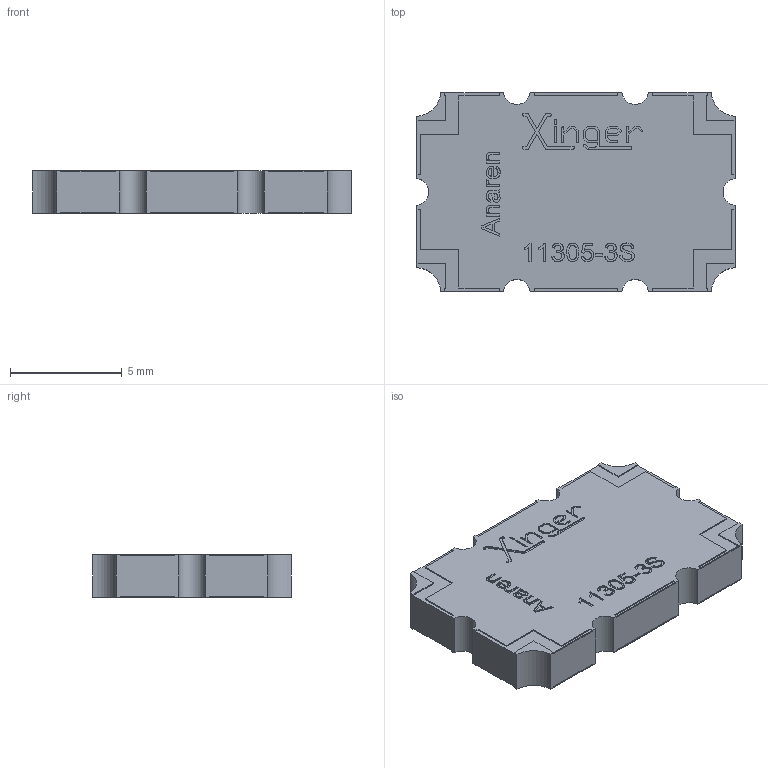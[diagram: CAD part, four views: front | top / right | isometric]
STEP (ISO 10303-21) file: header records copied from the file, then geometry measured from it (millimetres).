
FILE_DESCRIPTION (( 'STEP AP203' ), '1' );
FILE_NAME ('11305-3S.STEP', '2025-07-07T15:48:48', ( '' ), ( '' ), 'SwSTEP 2.0', 'SolidWorks 2023', '' );
FILE_SCHEMA (( 'CONFIG_CONTROL_DESIGN' ));
Length unit declared in the file: inch
Products named in the file (1): 11305-3S
Bounding box: 14.22 x 8.89 x 1.91 mm (x, y, z)
Volume: 227.3 mm3; surface area: 342.9 mm2
Topology: 1 solids, 1 shells, 877 faces, 2457 edges, 1638 vertices
Faces by surface type: plane 522, bspline 221, cylinder 134
Entity records: 38704 total; most frequent: CARTESIAN_POINT 17266, ORIENTED_EDGE 4914, DIRECTION 3597, EDGE_CURVE 2457, LINE 1747, VECTOR 1747, VERTEX_POINT 1638, EDGE_LOOP 933
